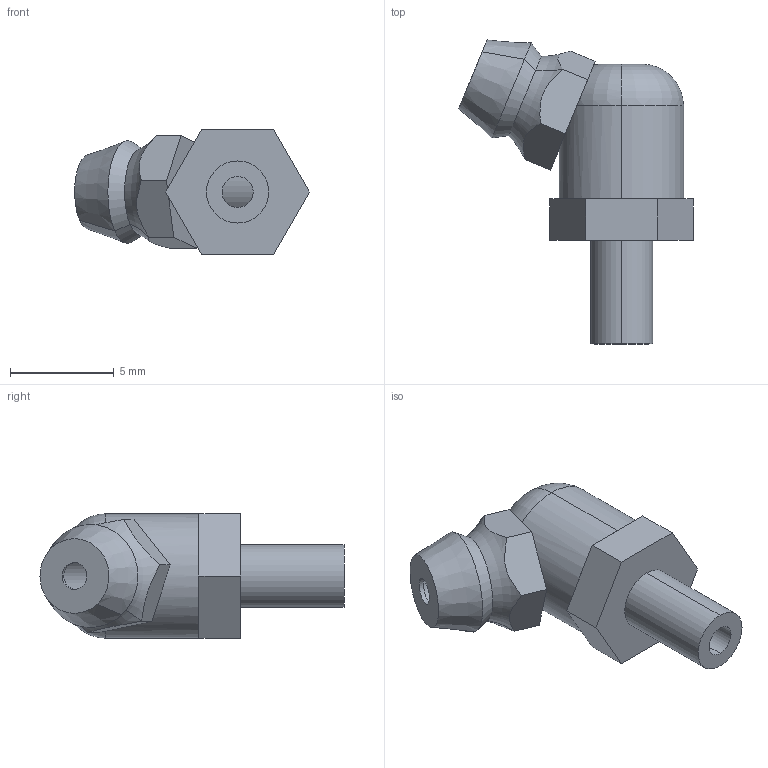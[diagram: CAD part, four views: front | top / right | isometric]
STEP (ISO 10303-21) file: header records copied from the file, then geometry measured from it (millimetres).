
FILE_DESCRIPTION (( 'STEP AP203' ), '1' );
FILE_NAME ('B-M3.STEP', '2013-10-24T06:15:57', ( 'CPC' ), ( '' ), 'SwSTEP 2.0', 'SolidWorks 2010', '' );
FILE_SCHEMA (( 'CONFIG_CONTROL_DESIGN' ));
Length unit declared in the file: millimetre
Products named in the file (3): B-M3; B-M3油嘴-1-x1; A-M3油嘴-x1
Assembly tree (2 placements, depth 2):
  B-M3
    A-M3油嘴-x1
    B-M3油嘴-1-x1
Bounding box: 11.33 x 14.67 x 6 mm (x, y, z)
Volume: 303.5 mm3; surface area: 541 mm2
Topology: 2 solids, 2 shells, 58 faces, 133 edges, 81 vertices
Faces by surface type: plane 28, cylinder 18, torus 6, cone 6
Entity records: 2062 total; most frequent: CARTESIAN_POINT 441, DIRECTION 294, ORIENTED_EDGE 262, EDGE_CURVE 131, AXIS2_PLACEMENT_3D 116, VERTEX_POINT 81, EDGE_LOOP 66, LINE 62
